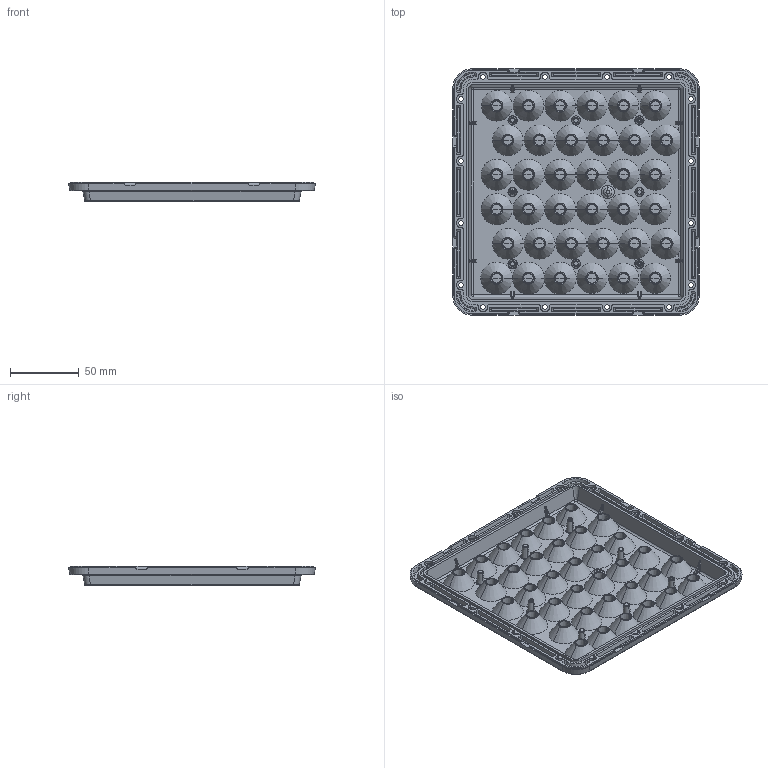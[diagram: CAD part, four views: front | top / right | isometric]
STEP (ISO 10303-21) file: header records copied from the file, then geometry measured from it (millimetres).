
FILE_DESCRIPTION((''),'2;1');
FILE_NAME('JY-20226-C3645-180180','2025-02-18T11:29:55',('Administrator'),(''),'CREO PARAMETRIC BY PTC INC, 2022414','CREO PARAMETRIC BY PTC INC, 2022414','');
FILE_SCHEMA(('CONFIG_CONTROL_DESIGN','SHAPE_APPEARANCE_LAYERS_GROUPS'));
Products named in the file (1): JY-20226-C3645-180180
Bounding box: 178.71 x 178.71 x 13.84 mm (x, y, z)
Volume: 152113.1 mm3; surface area: 97198.5 mm2
Topology: 1 solids, 1 shells, 1337 faces, 3557 edges, 2253 vertices
Faces by surface type: plane 389, cone 338, cylinder 280, bspline 142, torus 100, revolution 56, extrusion 30, sphere 2
Entity records: 50236 total; most frequent: CARTESIAN_POINT 17032, ORIENTED_EDGE 6966, DIRECTION 6569, EDGE_CURVE 3483, AXIS2_PLACEMENT_3D 2459, VERTEX_POINT 2253, VECTOR 1595, LINE 1565
